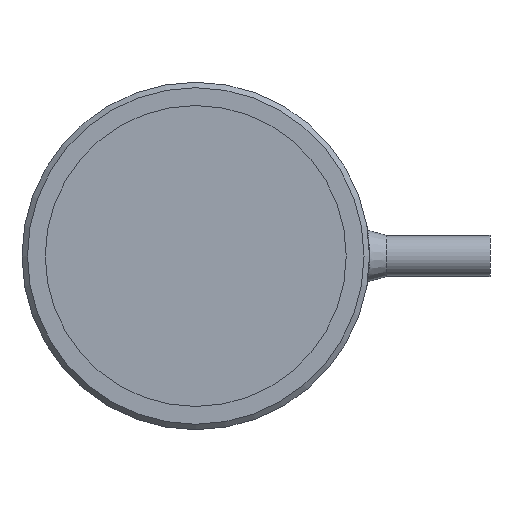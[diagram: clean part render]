
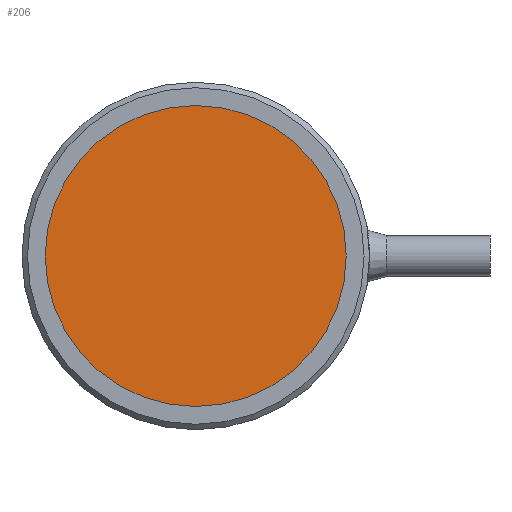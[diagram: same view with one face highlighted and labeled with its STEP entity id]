
A CAD part, front view. The second image highlights one B-rep face of the part: STEP entity #206.
In plain terms, the highlighted planar face has unit normal (0, -1, 0).
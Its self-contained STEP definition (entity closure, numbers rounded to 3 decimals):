
#16=PLANE('',#252);
#36=FACE_OUTER_BOUND('',#50,.T.);
#50=EDGE_LOOP('',(#185,#186));
#72=CIRCLE('',#230,5.5);
#73=CIRCLE('',#231,5.5);
#93=VERTEX_POINT('',#377);
#94=VERTEX_POINT('',#378);
#116=EDGE_CURVE('',#93,#94,#72,.T.);
#117=EDGE_CURVE('',#94,#93,#73,.T.);
#185=ORIENTED_EDGE('',*,*,#116,.T.);
#186=ORIENTED_EDGE('',*,*,#117,.T.);
#206=ADVANCED_FACE('',(#36),#16,.T.);
#230=AXIS2_PLACEMENT_3D('',#379,#273,#274);
#231=AXIS2_PLACEMENT_3D('',#380,#275,#276);
#252=AXIS2_PLACEMENT_3D('',#420,#322,#323);
#273=DIRECTION('center_axis',(0.,-1.,0.));
#274=DIRECTION('ref_axis',(0.,0.,-1.));
#275=DIRECTION('center_axis',(0.,-1.,0.));
#276=DIRECTION('ref_axis',(0.,0.,-1.));
#322=DIRECTION('center_axis',(0.,-1.,0.));
#323=DIRECTION('ref_axis',(0.,0.,-1.));
#377=CARTESIAN_POINT('',(0.,0.15,-5.5));
#378=CARTESIAN_POINT('',(0.,0.15,5.5));
#379=CARTESIAN_POINT('Origin',(0.,0.15,0.));
#380=CARTESIAN_POINT('Origin',(0.,0.15,0.));
#420=CARTESIAN_POINT('Origin',(0.,0.15,0.));
